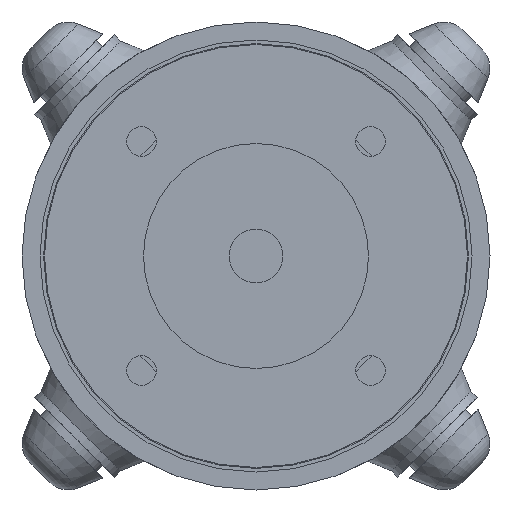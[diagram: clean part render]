
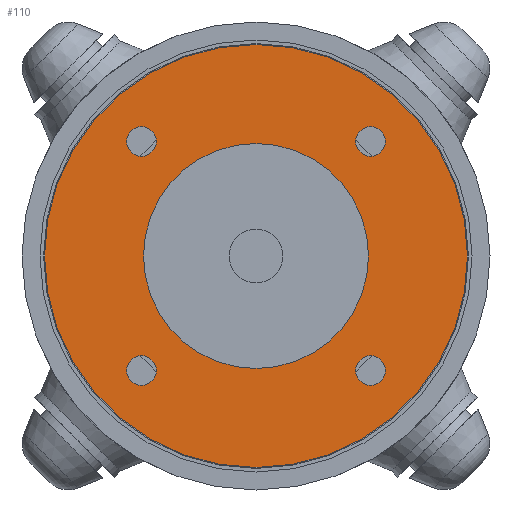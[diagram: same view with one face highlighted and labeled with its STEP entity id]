
A CAD part, left-side view. The second image highlights one B-rep face of the part: STEP entity #110.
In plain terms, the highlighted planar face has unit normal (-1, 0, 0).
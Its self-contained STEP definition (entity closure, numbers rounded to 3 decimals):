
#5 = FACE_OUTER_BOUND ( 'NONE', #82, .T. ) ;
#31 = CARTESIAN_POINT ( 'NONE',  ( -136.4, -12.728, -12.728 ) ) ;
#61 = ORIENTED_EDGE ( 'NONE', *, *, #2512, .F. ) ;
#62 = DIRECTION ( 'NONE',  ( 0., 0., -1. ) ) ;
#75 = FACE_BOUND ( 'NONE', #1935, .T. ) ;
#79 = CARTESIAN_POINT ( 'NONE',  ( -136.4, 12.728, -12.728 ) ) ;
#82 = EDGE_LOOP ( 'NONE', ( #2816, #61 ) ) ;
#86 = CIRCLE ( 'NONE', #2103, 23.5 ) ;
#103 = DIRECTION ( 'NONE',  ( 1., 0., 0. ) ) ;
#110 = ADVANCED_FACE ( 'NONE', ( #75, #1294, #2394, #1232, #643, #5 ), #2080, .T. ) ;
#168 = ORIENTED_EDGE ( 'NONE', *, *, #1788, .F. ) ;
#169 = DIRECTION ( 'NONE',  ( 0., 0., -1. ) ) ;
#172 = DIRECTION ( 'NONE',  ( 0., 0., 1. ) ) ;
#196 = EDGE_LOOP ( 'NONE', ( #2684, #645 ) ) ;
#203 = DIRECTION ( 'NONE',  ( -1., 0., 0. ) ) ;
#221 = ORIENTED_EDGE ( 'NONE', *, *, #1285, .F. ) ;
#225 = VERTEX_POINT ( 'NONE', #405 ) ;
#226 = CARTESIAN_POINT ( 'NONE',  ( -136.4, 0., 0. ) ) ;
#227 = CIRCLE ( 'NONE', #1536, 1.65 ) ;
#248 = EDGE_LOOP ( 'NONE', ( #2021, #810 ) ) ;
#278 = DIRECTION ( 'NONE',  ( 0., 0., 1. ) ) ;
#317 = DIRECTION ( 'NONE',  ( 0., 0., 1. ) ) ;
#405 = CARTESIAN_POINT ( 'NONE',  ( -136.4, 12.728, 14.378 ) ) ;
#413 = VERTEX_POINT ( 'NONE', #1073 ) ;
#427 = EDGE_CURVE ( 'NONE', #1566, #1458, #1260, .T. ) ;
#500 = CARTESIAN_POINT ( 'NONE',  ( -136.4, 0., -23.5 ) ) ;
#533 = CARTESIAN_POINT ( 'NONE',  ( -136.4, 0., -12.5 ) ) ;
#551 = CARTESIAN_POINT ( 'NONE',  ( -136.4, 12.728, 12.728 ) ) ;
#563 = CARTESIAN_POINT ( 'NONE',  ( -136.4, -12.728, 12.728 ) ) ;
#570 = ORIENTED_EDGE ( 'NONE', *, *, #2115, .F. ) ;
#578 = CARTESIAN_POINT ( 'NONE',  ( -136.4, 0., 12.5 ) ) ;
#620 = CARTESIAN_POINT ( 'NONE',  ( -136.4, 12.728, 12.728 ) ) ;
#642 = VERTEX_POINT ( 'NONE', #2404 ) ;
#643 = FACE_BOUND ( 'NONE', #196, .T. ) ;
#645 = ORIENTED_EDGE ( 'NONE', *, *, #427, .T. ) ;
#656 = DIRECTION ( 'NONE',  ( -1., 0., 0. ) ) ;
#657 = AXIS2_PLACEMENT_3D ( 'NONE', #2766, #1430, #62 ) ;
#660 = DIRECTION ( 'NONE',  ( 1., 0., 0. ) ) ;
#662 = CARTESIAN_POINT ( 'NONE',  ( -136.4, 0., 0. ) ) ;
#782 = DIRECTION ( 'NONE',  ( 0., 0., 1. ) ) ;
#787 = DIRECTION ( 'NONE',  ( 0., 0., 1. ) ) ;
#810 = ORIENTED_EDGE ( 'NONE', *, *, #1685, .F. ) ;
#857 = DIRECTION ( 'NONE',  ( 0., 0., 1. ) ) ;
#891 = DIRECTION ( 'NONE',  ( 0., 0., 1. ) ) ;
#896 = DIRECTION ( 'NONE',  ( 0., 0., -1. ) ) ;
#941 = DIRECTION ( 'NONE',  ( -1., 0., 0. ) ) ;
#1000 = VERTEX_POINT ( 'NONE', #500 ) ;
#1042 = CIRCLE ( 'NONE', #2641, 23.5 ) ;
#1054 = AXIS2_PLACEMENT_3D ( 'NONE', #620, #2162, #857 ) ;
#1073 = CARTESIAN_POINT ( 'NONE',  ( -136.4, -12.728, 14.378 ) ) ;
#1105 = EDGE_CURVE ( 'NONE', #1458, #1566, #2010, .T. ) ;
#1118 = CARTESIAN_POINT ( 'NONE',  ( -136.4, -12.728, 11.078 ) ) ;
#1126 = CIRCLE ( 'NONE', #2311, 1.65 ) ;
#1158 = EDGE_CURVE ( 'NONE', #413, #1740, #227, .T. ) ;
#1232 = FACE_BOUND ( 'NONE', #1663, .T. ) ;
#1260 = CIRCLE ( 'NONE', #1475, 12.5 ) ;
#1285 = EDGE_CURVE ( 'NONE', #2434, #225, #2246, .T. ) ;
#1294 = FACE_BOUND ( 'NONE', #248, .T. ) ;
#1328 = VERTEX_POINT ( 'NONE', #2601 ) ;
#1329 = AXIS2_PLACEMENT_3D ( 'NONE', #2242, #941, #2464 ) ;
#1360 = ORIENTED_EDGE ( 'NONE', *, *, #1158, .F. ) ;
#1414 = CARTESIAN_POINT ( 'NONE',  ( -136.4, 0., 23.5 ) ) ;
#1420 = CIRCLE ( 'NONE', #2611, 1.65 ) ;
#1430 = DIRECTION ( 'NONE',  ( 1., 0., 0. ) ) ;
#1458 = VERTEX_POINT ( 'NONE', #533 ) ;
#1475 = AXIS2_PLACEMENT_3D ( 'NONE', #226, #103, #169 ) ;
#1524 = DIRECTION ( 'NONE',  ( -1., 0., 0. ) ) ;
#1536 = AXIS2_PLACEMENT_3D ( 'NONE', #563, #2104, #787 ) ;
#1566 = VERTEX_POINT ( 'NONE', #578 ) ;
#1612 = DIRECTION ( 'NONE',  ( -1., 0., 0. ) ) ;
#1653 = DIRECTION ( 'NONE',  ( -1., 0., 0. ) ) ;
#1663 = EDGE_LOOP ( 'NONE', ( #2678, #221 ) ) ;
#1685 = EDGE_CURVE ( 'NONE', #642, #2424, #1420, .T. ) ;
#1714 = AXIS2_PLACEMENT_3D ( 'NONE', #551, #2097, #782 ) ;
#1740 = VERTEX_POINT ( 'NONE', #1118 ) ;
#1788 = EDGE_CURVE ( 'NONE', #1328, #2753, #1873, .T. ) ;
#1873 = CIRCLE ( 'NONE', #1329, 1.65 ) ;
#1935 = EDGE_LOOP ( 'NONE', ( #1360, #2665 ) ) ;
#1967 = CARTESIAN_POINT ( 'NONE',  ( -136.4, -12.728, 12.728 ) ) ;
#1979 = CARTESIAN_POINT ( 'NONE',  ( -136.4, 0., 0. ) ) ;
#2010 = CIRCLE ( 'NONE', #657, 12.5 ) ;
#2021 = ORIENTED_EDGE ( 'NONE', *, *, #2783, .F. ) ;
#2043 = CARTESIAN_POINT ( 'NONE',  ( -136.4, 12.728, -11.078 ) ) ;
#2049 = VERTEX_POINT ( 'NONE', #1414 ) ;
#2066 = CARTESIAN_POINT ( 'NONE',  ( -136.4, 23.5, 0. ) ) ;
#2080 = PLANE ( 'NONE',  #2153 ) ;
#2095 = EDGE_CURVE ( 'NONE', #225, #2434, #2277, .T. ) ;
#2097 = DIRECTION ( 'NONE',  ( -1., 0., 0. ) ) ;
#2103 = AXIS2_PLACEMENT_3D ( 'NONE', #662, #2204, #896 ) ;
#2104 = DIRECTION ( 'NONE',  ( -1., 0., 0. ) ) ;
#2115 = EDGE_CURVE ( 'NONE', #2753, #1328, #1126, .T. ) ;
#2153 = AXIS2_PLACEMENT_3D ( 'NONE', #2066, #203, #891 ) ;
#2162 = DIRECTION ( 'NONE',  ( -1., 0., 0. ) ) ;
#2199 = DIRECTION ( 'NONE',  ( 0., 0., 1. ) ) ;
#2203 = DIRECTION ( 'NONE',  ( 0., 0., -1. ) ) ;
#2204 = DIRECTION ( 'NONE',  ( 1., 0., 0. ) ) ;
#2242 = CARTESIAN_POINT ( 'NONE',  ( -136.4, 12.728, -12.728 ) ) ;
#2246 = CIRCLE ( 'NONE', #1054, 1.65 ) ;
#2277 = CIRCLE ( 'NONE', #1714, 1.65 ) ;
#2311 = AXIS2_PLACEMENT_3D ( 'NONE', #79, #1653, #317 ) ;
#2337 = EDGE_CURVE ( 'NONE', #1740, #413, #2466, .T. ) ;
#2355 = EDGE_CURVE ( 'NONE', #1000, #2049, #86, .T. ) ;
#2394 = FACE_BOUND ( 'NONE', #2911, .T. ) ;
#2404 = CARTESIAN_POINT ( 'NONE',  ( -136.4, -12.728, -14.378 ) ) ;
#2424 = VERTEX_POINT ( 'NONE', #2697 ) ;
#2434 = VERTEX_POINT ( 'NONE', #2463 ) ;
#2463 = CARTESIAN_POINT ( 'NONE',  ( -136.4, 12.728, 11.078 ) ) ;
#2464 = DIRECTION ( 'NONE',  ( 0., 0., 1. ) ) ;
#2466 = CIRCLE ( 'NONE', #2541, 1.65 ) ;
#2512 = EDGE_CURVE ( 'NONE', #2049, #1000, #1042, .T. ) ;
#2541 = AXIS2_PLACEMENT_3D ( 'NONE', #1967, #656, #2199 ) ;
#2576 = AXIS2_PLACEMENT_3D ( 'NONE', #31, #1612, #278 ) ;
#2601 = CARTESIAN_POINT ( 'NONE',  ( -136.4, 12.728, -14.378 ) ) ;
#2611 = AXIS2_PLACEMENT_3D ( 'NONE', #2879, #1524, #172 ) ;
#2641 = AXIS2_PLACEMENT_3D ( 'NONE', #1979, #660, #2203 ) ;
#2665 = ORIENTED_EDGE ( 'NONE', *, *, #2337, .F. ) ;
#2678 = ORIENTED_EDGE ( 'NONE', *, *, #2095, .F. ) ;
#2684 = ORIENTED_EDGE ( 'NONE', *, *, #1105, .T. ) ;
#2697 = CARTESIAN_POINT ( 'NONE',  ( -136.4, -12.728, -11.078 ) ) ;
#2753 = VERTEX_POINT ( 'NONE', #2043 ) ;
#2766 = CARTESIAN_POINT ( 'NONE',  ( -136.4, 0., 0. ) ) ;
#2783 = EDGE_CURVE ( 'NONE', #2424, #642, #2843, .T. ) ;
#2816 = ORIENTED_EDGE ( 'NONE', *, *, #2355, .F. ) ;
#2843 = CIRCLE ( 'NONE', #2576, 1.65 ) ;
#2879 = CARTESIAN_POINT ( 'NONE',  ( -136.4, -12.728, -12.728 ) ) ;
#2911 = EDGE_LOOP ( 'NONE', ( #570, #168 ) ) ;
